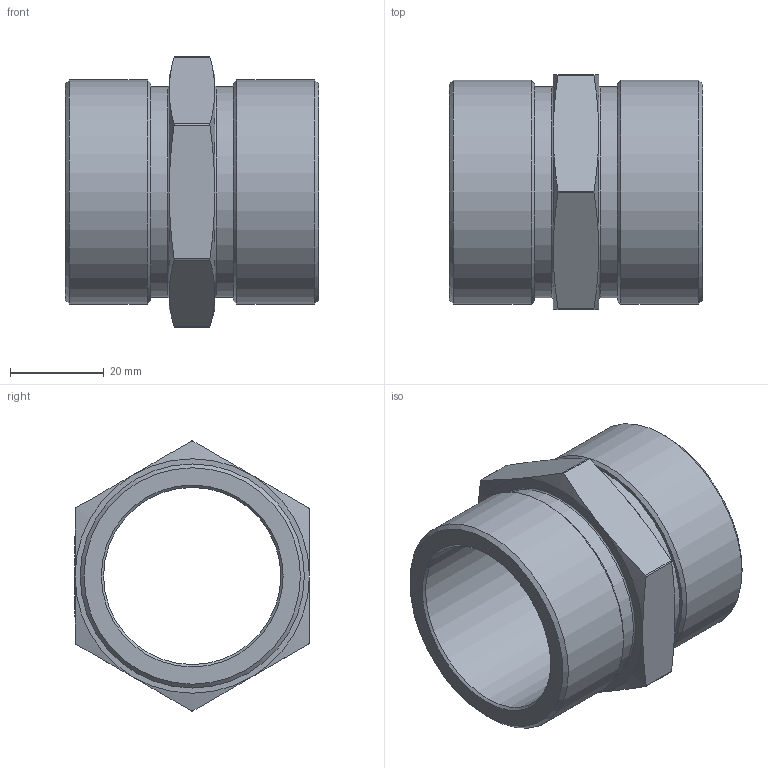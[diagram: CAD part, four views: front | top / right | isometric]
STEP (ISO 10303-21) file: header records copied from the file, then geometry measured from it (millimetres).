
FILE_DESCRIPTION (( 'STEP AP214' ), '1' );
FILE_NAME ('heco DN-112-6KZ-I.STEP', '2016-01-19T08:26:45', ( 'test' ), ( '' ), 'SwSTEP 2.0', 'SolidWorks 2011', '' );
FILE_SCHEMA (( 'AUTOMOTIVE_DESIGN' ));
Length unit declared in the file: millimetre
Products named in the file (1): heco DN-112-6KZ-I
Bounding box: 54 x 50.1 x 57.64 mm (x, y, z)
Volume: 37950.6 mm3; surface area: 17103 mm2
Topology: 1 solids, 1 shells, 205 faces, 522 edges, 343 vertices
Faces by surface type: plane 117, bspline 57, cone 18, cylinder 11, torus 2
Full cylindrical faces by diameter (mm): 37.8 x1, 45 x2, 47.803 x2
Entity records: 11207 total; most frequent: CARTESIAN_POINT 4501, ORIENTED_EDGE 1008, DIRECTION 682, EDGE_CURVE 504, VERTEX_POINT 338, LINE 324, VECTOR 324, EDGE_LOOP 244
